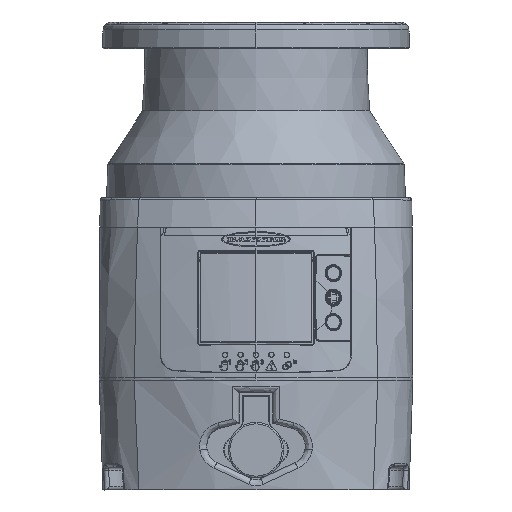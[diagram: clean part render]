
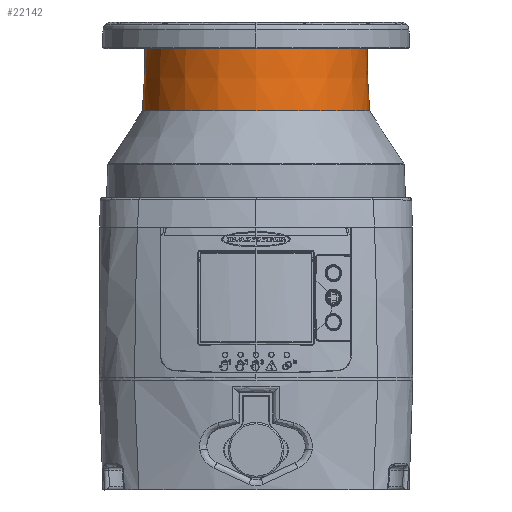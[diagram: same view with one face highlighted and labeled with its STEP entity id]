
A CAD part, left-side view. The second image highlights one B-rep face of the part: STEP entity #22142.
In plain terms, the highlighted conical face has half-angle 2 degrees and reference radius 36.619 mm.
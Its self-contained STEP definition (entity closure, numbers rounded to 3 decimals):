
#345=CARTESIAN_POINT('',(-40.371,-96.559,54.854));
#346=CARTESIAN_POINT('',(-40.424,-96.477,57.211));
#347=CARTESIAN_POINT('',(-40.531,-96.312,61.927));
#348=CARTESIAN_POINT('',(-40.691,-96.065,69.004));
#349=CARTESIAN_POINT('',(-40.798,-95.9,73.724));
#350=CARTESIAN_POINT('',(-40.852,-95.818,76.084));
#352=CARTESIAN_POINT('',(-40.852,-66.624,76.084));
#353=CARTESIAN_POINT('',(-40.798,-66.542,73.724));
#354=CARTESIAN_POINT('',(-40.691,-66.377,69.004));
#355=CARTESIAN_POINT('',(-40.531,-66.13,61.927));
#356=CARTESIAN_POINT('',(-40.424,-65.965,57.211));
#357=CARTESIAN_POINT('',(-40.371,-65.883,54.854));
#370=CARTESIAN_POINT('',(-74.031,-81.221,54.854));
#371=DIRECTION('',(0.,0.,1.));
#372=DIRECTION('',(0.91,0.415,0.));
#373=AXIS2_PLACEMENT_3D('',#370,#371,#372);
#375=CARTESIAN_POINT('',(-74.031,-81.221,76.084));
#376=DIRECTION('',(0.,0.,1.));
#377=DIRECTION('',(0.915,0.403,0.));
#378=AXIS2_PLACEMENT_3D('',#375,#376,#377);
#20621=CARTESIAN_POINT('',(-40.852,-66.624,
76.084));
#20623=VERTEX_POINT('',#20621);
#20625=CARTESIAN_POINT('',(-40.852,-95.818,
76.084));
#20626=VERTEX_POINT('',#20625);
#20638=VERTEX_POINT('',#345);
#20640=VERTEX_POINT('',#357);
#22128=CARTESIAN_POINT('',(-74.031,-81.221,
65.469));
#22129=DIRECTION('',(0.,0.,-1.));
#22130=DIRECTION('',(1.,0.,0.));
#22131=AXIS2_PLACEMENT_3D('',#22128,#22129,#22130);
#22132=CONICAL_SURFACE('',#22131,36.619,2.);
#22134=ORIENTED_EDGE('',*,*,#22133,.F.);
#22136=ORIENTED_EDGE('',*,*,#22135,.F.);
#22137=ORIENTED_EDGE('',*,*,#22117,.F.);
#22139=ORIENTED_EDGE('',*,*,#22138,.T.);
#22140=EDGE_LOOP('',(#22134,#22136,#22137,#22139));
#22141=FACE_OUTER_BOUND('',#22140,.F.);
#22142=ADVANCED_FACE('',(#22141),#22132,.T.);
#351=B_SPLINE_CURVE_WITH_KNOTS('',3,(#345,#346,#347,#348,#349,#350),
.UNSPECIFIED.,.F.,.F.,(4,1,1,4),(0.,0.333,0.667,1.),
.UNSPECIFIED.);
#358=B_SPLINE_CURVE_WITH_KNOTS('',3,(#352,#353,#354,#355,#356,#357),
.UNSPECIFIED.,.F.,.F.,(4,1,1,4),(0.,0.333,0.667,1.),
.UNSPECIFIED.);
#374=CIRCLE('',#373,36.99);
#379=CIRCLE('',#378,36.248);
#22117=EDGE_CURVE('',#20623,#20640,#358,.T.);
#22133=EDGE_CURVE('',#20638,#20626,#351,.T.);
#22135=EDGE_CURVE('',#20640,#20638,#374,.T.);
#22138=EDGE_CURVE('',#20623,#20626,#379,.T.);
